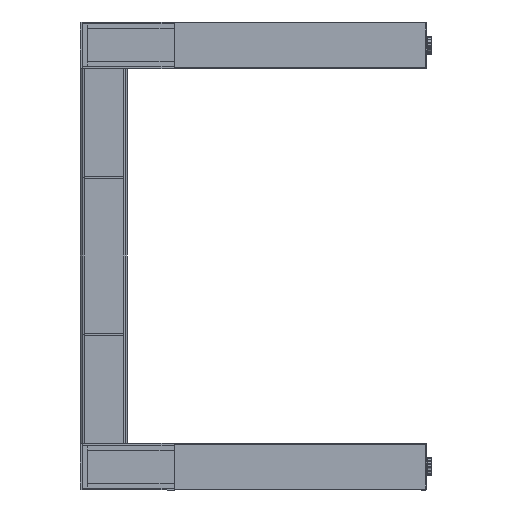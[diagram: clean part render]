
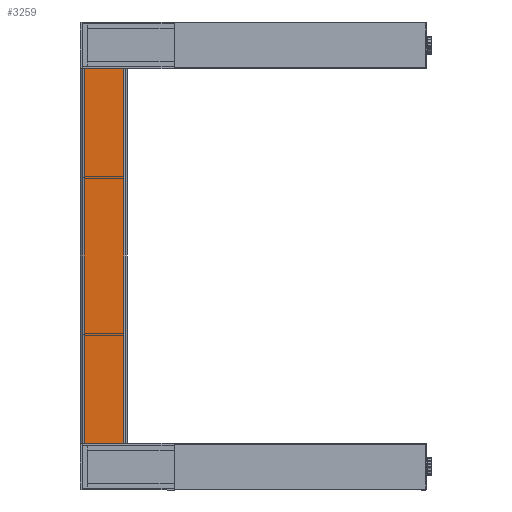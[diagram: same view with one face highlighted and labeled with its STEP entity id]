
A CAD part, left-side view. The second image highlights one B-rep face of the part: STEP entity #3259.
In plain terms, the highlighted planar face has unit normal (-1, 0, 0).
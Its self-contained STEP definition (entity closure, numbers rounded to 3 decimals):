
#90 = CARTESIAN_POINT ( 'NONE',  ( -1500., 0., 400. ) ) ;
#684 = PLANE ( 'NONE',  #4166 ) ;
#734 = VECTOR ( 'NONE', #14155, 1000. ) ;
#1321 = DIRECTION ( 'NONE',  ( 0., 1., 0. ) ) ;
#1662 = DIRECTION ( 'NONE',  ( 0., 0., 1. ) ) ;
#1875 = ORIENTED_EDGE ( 'NONE', *, *, #5482, .T. ) ;
#2067 = ORIENTED_EDGE ( 'NONE', *, *, #11496, .T. ) ;
#2071 = VECTOR ( 'NONE', #1321, 1000. ) ;
#2349 = EDGE_CURVE ( 'NONE', #8766, #10469, #2417, .T. ) ;
#2417 = LINE ( 'NONE', #90, #2071 ) ;
#2923 = CARTESIAN_POINT ( 'NONE',  ( -1500., -92., -404. ) ) ;
#3106 = VECTOR ( 'NONE', #9484, 1000. ) ;
#3259 = ADVANCED_FACE ( 'NONE', ( #4699 ), #684, .F. ) ;
#4166 = AXIS2_PLACEMENT_3D ( 'NONE', #12721, #13962, #11237 ) ;
#4699 = FACE_OUTER_BOUND ( 'NONE', #13288, .T. ) ;
#4818 = VERTEX_POINT ( 'NONE', #5090 ) ;
#5090 = CARTESIAN_POINT ( 'NONE',  ( -1500., -92., -400. ) ) ;
#5482 = EDGE_CURVE ( 'NONE', #11923, #4818, #10713, .T. ) ;
#5820 = CARTESIAN_POINT ( 'NONE',  ( -1500., -92., 400. ) ) ;
#6968 = CARTESIAN_POINT ( 'NONE',  ( -1500., -8., 400. ) ) ;
#8541 = CARTESIAN_POINT ( 'NONE',  ( -1500., -8., -400. ) ) ;
#8766 = VERTEX_POINT ( 'NONE', #5820 ) ;
#9440 = LINE ( 'NONE', #2923, #11835 ) ;
#9484 = DIRECTION ( 'NONE',  ( 0., -1., 0. ) ) ;
#9620 = ORIENTED_EDGE ( 'NONE', *, *, #10192, .F. ) ;
#10192 = EDGE_CURVE ( 'NONE', #11923, #10469, #12776, .T. ) ;
#10469 = VERTEX_POINT ( 'NONE', #6968 ) ;
#10713 = LINE ( 'NONE', #11943, #3106 ) ;
#10829 = CARTESIAN_POINT ( 'NONE',  ( -1500., -8., 500. ) ) ;
#11237 = DIRECTION ( 'NONE',  ( 0., 1., 0. ) ) ;
#11496 = EDGE_CURVE ( 'NONE', #4818, #8766, #9440, .T. ) ;
#11835 = VECTOR ( 'NONE', #1662, 1000. ) ;
#11923 = VERTEX_POINT ( 'NONE', #8541 ) ;
#11943 = CARTESIAN_POINT ( 'NONE',  ( -1500., 137.421, -400. ) ) ;
#12721 = CARTESIAN_POINT ( 'NONE',  ( -1500., 0., 0. ) ) ;
#12776 = LINE ( 'NONE', #10829, #734 ) ;
#13288 = EDGE_LOOP ( 'NONE', ( #13563, #9620, #1875, #2067 ) ) ;
#13563 = ORIENTED_EDGE ( 'NONE', *, *, #2349, .T. ) ;
#13962 = DIRECTION ( 'NONE',  ( 1., 0., 0. ) ) ;
#14155 = DIRECTION ( 'NONE',  ( 0., 0., 1. ) ) ;
